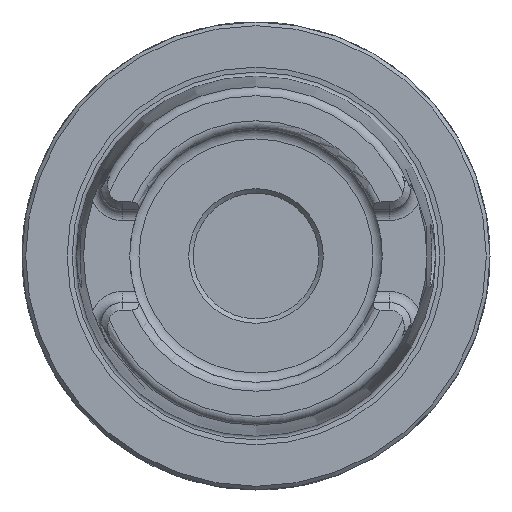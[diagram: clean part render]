
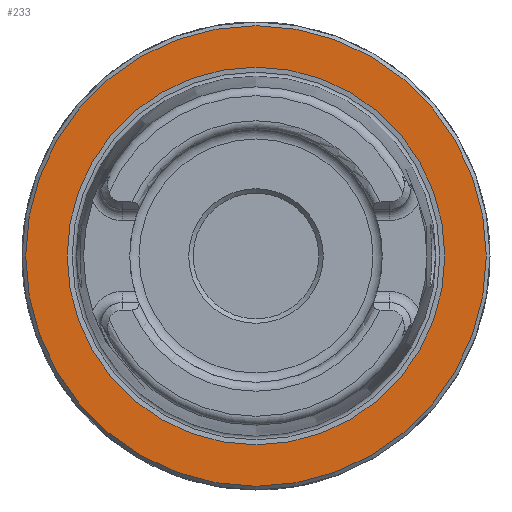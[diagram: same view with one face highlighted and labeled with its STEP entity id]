
A CAD part, left-side view. The second image highlights one B-rep face of the part: STEP entity #233.
In plain terms, the highlighted planar face has unit normal (-1, 0, 0).
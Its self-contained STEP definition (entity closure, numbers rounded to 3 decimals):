
#233 = ADVANCED_FACE( '', ( #565, #566 ), #567, .T. );
#565 = FACE_OUTER_BOUND( '', #1004, .T. );
#566 = FACE_BOUND( '', #1005, .T. );
#567 = PLANE( '', #1006 );
#1004 = EDGE_LOOP( '', ( #1657 ) );
#1005 = EDGE_LOOP( '', ( #1658 ) );
#1006 = AXIS2_PLACEMENT_3D( '', #1659, #1660, #1661 );
#1657 = ORIENTED_EDGE( '', *, *, #2541, .T. );
#1658 = ORIENTED_EDGE( '', *, *, #2625, .F. );
#1659 = CARTESIAN_POINT( '', ( 0., 0., 31. ) );
#1660 = DIRECTION( '', ( -1., 0., 0. ) );
#1661 = DIRECTION( '', ( 0., 0., 1. ) );
#2541 = EDGE_CURVE( '', #3067, #3067, #3068, .T. );
#2625 = EDGE_CURVE( '', #3203, #3203, #3204, .T. );
#3067 = VERTEX_POINT( '', #4098 );
#3068 = CIRCLE( '', #4099, 31. );
#3203 = VERTEX_POINT( '', #4659 );
#3204 = CIRCLE( '', #4660, 25.418 );
#4098 = CARTESIAN_POINT( '', ( 0., 0., 31. ) );
#4099 = AXIS2_PLACEMENT_3D( '', #5696, #5697, #5698 );
#4659 = CARTESIAN_POINT( '', ( 0., 0., 25.418 ) );
#4660 = AXIS2_PLACEMENT_3D( '', #5771, #5772, #5773 );
#5696 = CARTESIAN_POINT( '', ( 0., 0., 0. ) );
#5697 = DIRECTION( '', ( -1., 0., 0. ) );
#5698 = DIRECTION( '', ( 0., 0., 1. ) );
#5771 = CARTESIAN_POINT( '', ( 0., 0., 0. ) );
#5772 = DIRECTION( '', ( -1., 0., 0. ) );
#5773 = DIRECTION( '', ( 0., 0., 1. ) );
